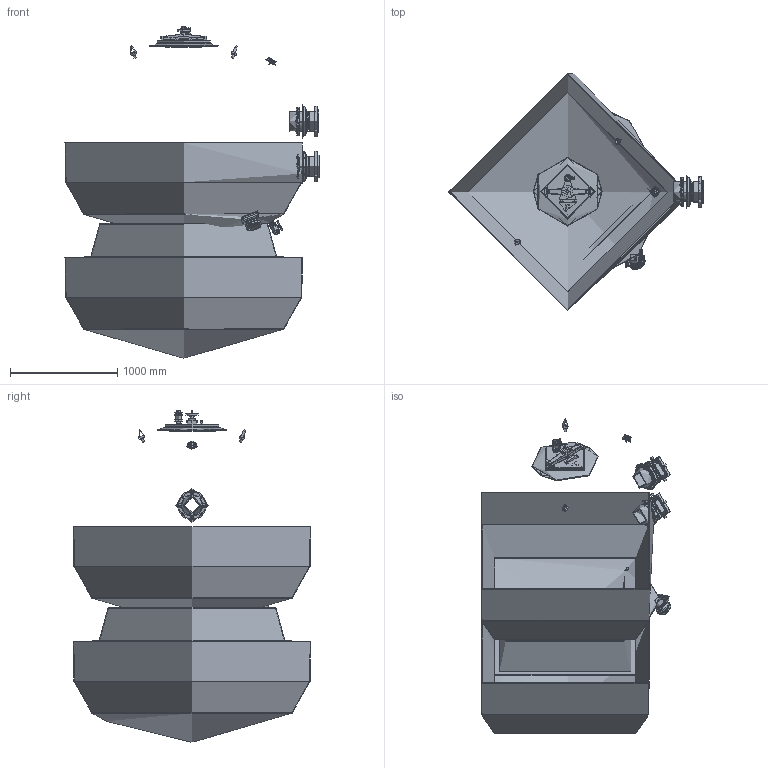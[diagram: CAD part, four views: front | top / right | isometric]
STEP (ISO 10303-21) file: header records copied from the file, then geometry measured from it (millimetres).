
FILE_DESCRIPTION( ( '' ), '1' );
FILE_NAME( '170912 HCFF861602WVA (VFSCN222016).stp', '2017-09-18T09:02:30', ( 'Fiberpool Internacional' ), ( 'Fiberpool Internacional' ), 'PSStep 14.0', 'SolidEdgeST3', ' ' );
FILE_SCHEMA( ( 'AUTOMOTIVE_DESIGN { 1 0 10303 214 1 1 1 1 }' ) );
Length unit declared in the file: millimetre
Products named in the file (53): Válvula de bola 32-1pols; Tapa oval filtro industrial completa 2,5 BARS-oa6; Base tapa ovalada filtro 2,5 BARS-oa3; filtre 2200 fb 161017-oa12; Junta Netvitc System Ø90 EPDM con anillo acero A-4; Manòmetre filtro industrial 2011 -oa11; Sortida Descarga arena Ø90 2010-oa8; Desaigua filtre industrial 1pols-oa7; Brida Netvitc System Ø90; TAPON NETVITC Ø 90 C-B (CON TORNILLERIA INOX 316); Sortida tornillos d-160 1800-2000-oa14; Sortida tornillos d-160 1800-2000-oa16; Assem1; Manòmetre  ; ½ Brida Netvitc System Ø90; Screw_DIN_912_M8x40_v8.00; Nut_DIN_934_M8_v8.00; Junta Netvitc System Ø90 EPDM; Anillo Acero A-4 Netvitc System Ø90; Varilla Roscada M-14x165mm Inox 304; TUERCA SUPERIOR SUJ_JUNTA TAP_OV; Base tapa ovalada filtro 2,5 BAR Act-oa2; cos manòmetre filtre industrial; fons manòmetre; agulla manòmetre; vidre manòmetre; Tapon Netvitc System Ø90; Portabrida Netvitc System Ø90 PVC; cos válvula 32-1pols; manguito valvula bola 32-1pols; femella valvula 32-1pols; maneta válvula 32-1pols; Volante filtro-oa4; Bolt_DIN_580_M24_v8.00; Tubo Ø90 L= 100mm; Embellecedor d-90; Maneta tapa filtro; Puente; ; Embellidor manòmetre PVC ...
Bounding box: 2364.36 x 2210.01 x 3090.11 mm (x, y, z)
Volume: 231651935 mm3; surface area: 72289912 mm2
Topology: 246 solids, 246 shells, 6212 faces, 15115 edges, 9683 vertices
Faces by surface type: plane 3589, cylinder 1726, cone 366, bspline 286, torus 209, sphere 20, offset 10, extrusion 6
Full cylindrical faces by diameter (mm): 4 x48, 6 x45, 6.466 x11, 6.647 x11, 8 x30, 10 x30, 11.75 x6, 11.835 x5, 12 x5, 13 x19, 14 x27, 14.5 x5, 15.5 x4, 16 x4, 19.6 x5, 21 x4, 22 x40, 23.5 x8, 24 x10, 25 x15, 26 x16, 26.3 x4, 29 x5, 29.605 x8, 30 x15, 32 x15, 33 x3, 35.5 x7, 37.5 x4, 38 x8
Entity records: 69802 total; most frequent: CARTESIAN_POINT 40721, DIRECTION 4437, ORIENTED_EDGE 3936, EDGE_CURVE 1968, AXIS2_PLACEMENT_3D 1716, VERTEX_POINT 1366, EDGE_LOOP 1312, FACE_OUTER_BOUND 1096
